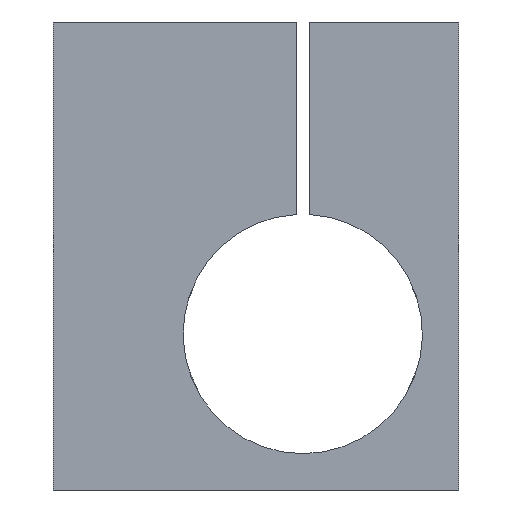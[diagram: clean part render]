
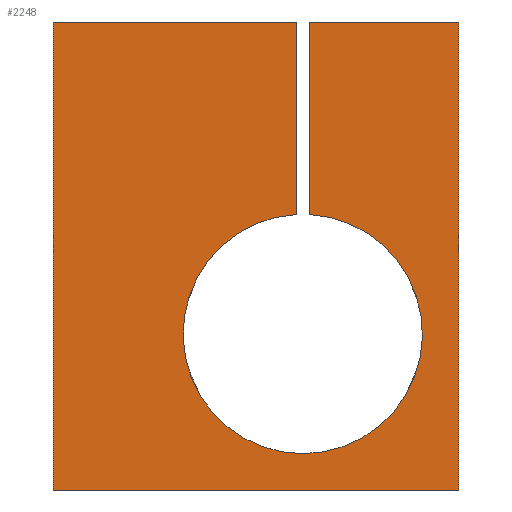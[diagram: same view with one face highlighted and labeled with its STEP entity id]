
A CAD part, left-side view. The second image highlights one B-rep face of the part: STEP entity #2248.
In plain terms, the highlighted planar face has unit normal (-1, 0, 0).
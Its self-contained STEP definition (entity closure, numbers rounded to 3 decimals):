
#78 = VECTOR ( 'NONE', #2929, 1000. ) ;
#131 = CARTESIAN_POINT ( 'NONE',  ( -69.678, 26., 6.162 ) ) ;
#237 = CARTESIAN_POINT ( 'NONE',  ( -69.678, 24., 46.391 ) ) ;
#285 = CARTESIAN_POINT ( 'NONE',  ( -69.678, 65., 46.391 ) ) ;
#286 = DIRECTION ( 'NONE',  ( 1., 0., 0. ) ) ;
#347 = VECTOR ( 'NONE', #1363, 1000. ) ;
#349 = VERTEX_POINT ( 'NONE', #1198 ) ;
#410 = VERTEX_POINT ( 'NONE', #831 ) ;
#512 = LINE ( 'NONE', #824, #971 ) ;
#561 = LINE ( 'NONE', #1076, #2232 ) ;
#603 = VERTEX_POINT ( 'NONE', #630 ) ;
#616 = LINE ( 'NONE', #1577, #78 ) ;
#627 = ORIENTED_EDGE ( 'NONE', *, *, #2816, .F. ) ;
#630 = CARTESIAN_POINT ( 'NONE',  ( -69.678, 65., -28.609 ) ) ;
#670 = CARTESIAN_POINT ( 'NONE',  ( -69.678, 65., -28.609 ) ) ;
#753 = AXIS2_PLACEMENT_3D ( 'NONE', #1824, #1719, #1729 ) ;
#814 = FACE_OUTER_BOUND ( 'NONE', #1373, .T. ) ;
#824 = CARTESIAN_POINT ( 'NONE',  ( -69.678, 24., 6.162 ) ) ;
#831 = CARTESIAN_POINT ( 'NONE',  ( -69.678, 24., 15.54 ) ) ;
#878 = VERTEX_POINT ( 'NONE', #237 ) ;
#887 = EDGE_CURVE ( 'NONE', #603, #2455, #1370, .T. ) ;
#910 = ORIENTED_EDGE ( 'NONE', *, *, #1402, .F. ) ;
#932 = LINE ( 'NONE', #2281, #2080 ) ;
#952 = LINE ( 'NONE', #1084, #347 ) ;
#966 = CARTESIAN_POINT ( 'NONE',  ( -69.678, 26., 15.54 ) ) ;
#971 = VECTOR ( 'NONE', #1049, 1000. ) ;
#974 = PLANE ( 'NONE',  #1010 ) ;
#1010 = AXIS2_PLACEMENT_3D ( 'NONE', #2112, #286, #1203 ) ;
#1049 = DIRECTION ( 'NONE',  ( 0., 0., 1. ) ) ;
#1064 = VERTEX_POINT ( 'NONE', #966 ) ;
#1076 = CARTESIAN_POINT ( 'NONE',  ( -69.678, 0., -28.609 ) ) ;
#1084 = CARTESIAN_POINT ( 'NONE',  ( -69.678, 65., 46.391 ) ) ;
#1198 = CARTESIAN_POINT ( 'NONE',  ( -69.678, 26., 46.391 ) ) ;
#1203 = DIRECTION ( 'NONE',  ( 0., 0., -1. ) ) ;
#1211 = CARTESIAN_POINT ( 'NONE',  ( -69.678, 0., 46.391 ) ) ;
#1248 = EDGE_CURVE ( 'NONE', #1064, #410, #2470, .T. ) ;
#1363 = DIRECTION ( 'NONE',  ( 0., -1., 0. ) ) ;
#1370 = LINE ( 'NONE', #670, #1979 ) ;
#1373 = EDGE_LOOP ( 'NONE', ( #1767, #1910, #2051, #2223, #2937, #2616, #627, #910 ) ) ;
#1379 = DIRECTION ( 'NONE',  ( 0., 0., 1. ) ) ;
#1402 = EDGE_CURVE ( 'NONE', #410, #878, #512, .T. ) ;
#1520 = EDGE_CURVE ( 'NONE', #2455, #349, #616, .T. ) ;
#1547 = DIRECTION ( 'NONE',  ( 0., 0., 1. ) ) ;
#1577 = CARTESIAN_POINT ( 'NONE',  ( -69.678, 65., 46.391 ) ) ;
#1652 = EDGE_CURVE ( 'NONE', #603, #2275, #932, .T. ) ;
#1719 = DIRECTION ( 'NONE',  ( -1., 0., 0. ) ) ;
#1729 = DIRECTION ( 'NONE',  ( 0., 0., 1. ) ) ;
#1739 = DIRECTION ( 'NONE',  ( 0., 0., -1. ) ) ;
#1767 = ORIENTED_EDGE ( 'NONE', *, *, #1248, .F. ) ;
#1824 = CARTESIAN_POINT ( 'NONE',  ( -69.678, 25., -3.609 ) ) ;
#1910 = ORIENTED_EDGE ( 'NONE', *, *, #2621, .F. ) ;
#1979 = VECTOR ( 'NONE', #1379, 1000. ) ;
#2051 = ORIENTED_EDGE ( 'NONE', *, *, #1520, .F. ) ;
#2060 = DIRECTION ( 'NONE',  ( 0., -1., 0. ) ) ;
#2080 = VECTOR ( 'NONE', #2060, 1000. ) ;
#2112 = CARTESIAN_POINT ( 'NONE',  ( -69.678, 65., -28.609 ) ) ;
#2223 = ORIENTED_EDGE ( 'NONE', *, *, #887, .F. ) ;
#2232 = VECTOR ( 'NONE', #1547, 1000. ) ;
#2248 = ADVANCED_FACE ( 'NONE', ( #814 ), #974, .F. ) ;
#2275 = VERTEX_POINT ( 'NONE', #2786 ) ;
#2281 = CARTESIAN_POINT ( 'NONE',  ( -69.678, 65., -28.609 ) ) ;
#2455 = VERTEX_POINT ( 'NONE', #285 ) ;
#2470 = CIRCLE ( 'NONE', #753, 19.175 ) ;
#2479 = VERTEX_POINT ( 'NONE', #1211 ) ;
#2520 = VECTOR ( 'NONE', #1739, 1000. ) ;
#2592 = LINE ( 'NONE', #131, #2520 ) ;
#2616 = ORIENTED_EDGE ( 'NONE', *, *, #2711, .T. ) ;
#2621 = EDGE_CURVE ( 'NONE', #349, #1064, #2592, .T. ) ;
#2711 = EDGE_CURVE ( 'NONE', #2275, #2479, #561, .T. ) ;
#2786 = CARTESIAN_POINT ( 'NONE',  ( -69.678, 0., -28.609 ) ) ;
#2816 = EDGE_CURVE ( 'NONE', #878, #2479, #952, .T. ) ;
#2929 = DIRECTION ( 'NONE',  ( 0., -1., 0. ) ) ;
#2937 = ORIENTED_EDGE ( 'NONE', *, *, #1652, .T. ) ;
